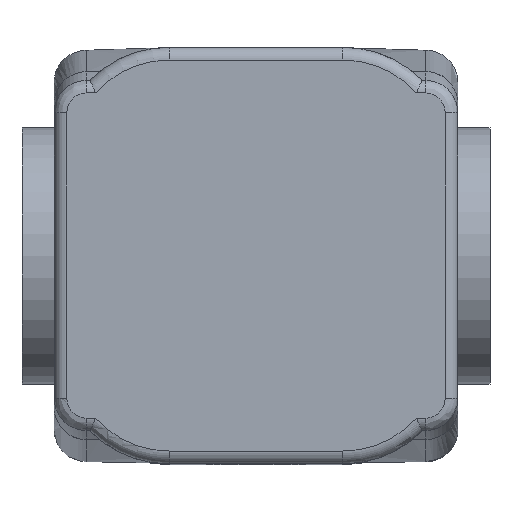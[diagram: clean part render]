
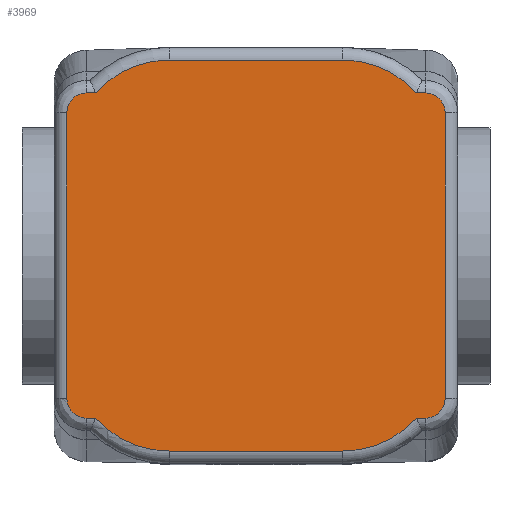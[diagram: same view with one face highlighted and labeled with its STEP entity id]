
A CAD part, top view. The second image highlights one B-rep face of the part: STEP entity #3969.
In plain terms, the highlighted planar face has unit normal (0, 0, 1).
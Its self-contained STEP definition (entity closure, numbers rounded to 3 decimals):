
#2979=CARTESIAN_POINT('',(26.5,-25.359,40.0));
#2980=VERTEX_POINT('',#2979);
#2988=CARTESIAN_POINT('',(25.03,-25.359,40.0));
#2989=VERTEX_POINT('',#2988);
#2990=CARTESIAN_POINT('',(26.5,-25.359,40.0));
#2991=DIRECTION('',(-1.0,0.0,0.0));
#2992=VECTOR('',#2991,1.47);
#2993=LINE('',#2990,#2992);
#2994=EDGE_CURVE('',#2980,#2989,#2993,.T.);
#3059=CARTESIAN_POINT('',(29.5,-22.244,40.0));
#3060=VERTEX_POINT('',#3059);
#3068=CARTESIAN_POINT('',(29.5,-22.244,40.0));
#3069=CARTESIAN_POINT('',(29.5,-23.155,40.0));
#3070=CARTESIAN_POINT('',(28.788,-24.752,40.));
#3071=CARTESIAN_POINT('',(27.183,-25.359,40.0));
#3072=CARTESIAN_POINT('',(26.5,-25.359,40.0));
#3073=B_SPLINE_CURVE_WITH_KNOTS('',3,(#3068,#3069,#3070,#3071,#3072),.UNSPECIFIED.,.F.,.U.,(4,1,4),(0.0,0.273,0.478),.UNSPECIFIED.);
#3074=EDGE_CURVE('',#3060,#2980,#3073,.T.);
#3084=CARTESIAN_POINT('',(29.5,22.244,40.0));
#3085=VERTEX_POINT('',#3084);
#3093=CARTESIAN_POINT('',(29.5,22.244,40.0));
#3094=DIRECTION('',(0.0,-1.0,0.0));
#3095=VECTOR('',#3094,44.488);
#3096=LINE('',#3093,#3095);
#3097=EDGE_CURVE('',#3085,#3060,#3096,.T.);
#3137=CARTESIAN_POINT('',(26.5,25.359,40.0));
#3138=VERTEX_POINT('',#3137);
#3146=CARTESIAN_POINT('',(26.5,25.359,40.0));
#3147=CARTESIAN_POINT('',(27.182,25.359,40.0));
#3148=CARTESIAN_POINT('',(28.784,24.758,40.));
#3149=CARTESIAN_POINT('',(29.5,23.153,40.0));
#3150=CARTESIAN_POINT('',(29.5,22.244,40.0));
#3151=B_SPLINE_CURVE_WITH_KNOTS('',3,(#3146,#3147,#3148,#3149,#3150),.UNSPECIFIED.,.F.,.U.,(4,1,4),(0.0,0.205,0.477),.UNSPECIFIED.);
#3152=EDGE_CURVE('',#3138,#3085,#3151,.T.);
#3162=CARTESIAN_POINT('',(25.03,25.359,40.0));
#3163=VERTEX_POINT('',#3162);
#3164=CARTESIAN_POINT('',(25.03,25.359,40.0));
#3165=DIRECTION('',(1.0,0.0,0.0));
#3166=VECTOR('',#3165,1.47);
#3167=LINE('',#3164,#3166);
#3168=EDGE_CURVE('',#3163,#3138,#3167,.T.);
#3202=CARTESIAN_POINT('',(13.5,-30.5,40.0));
#3203=VERTEX_POINT('',#3202);
#3232=CARTESIAN_POINT('',(13.5,-15.0,40.0));
#3233=DIRECTION('',(0.0,0.0,-1.0));
#3234=DIRECTION('',(0.401,-0.916,0.0));
#3235=AXIS2_PLACEMENT_3D('',#3232,#3233,#3234);
#3236=CIRCLE('',#3235,15.5);
#3237=EDGE_CURVE('',#2989,#3203,#3236,.T.);
#3247=CARTESIAN_POINT('',(-13.5,-30.5,40.0));
#3248=VERTEX_POINT('',#3247);
#3265=CARTESIAN_POINT('',(13.5,-30.5,40.0));
#3266=DIRECTION('',(-1.0,0.0,0.0));
#3267=VECTOR('',#3266,27.0);
#3268=LINE('',#3265,#3267);
#3269=EDGE_CURVE('',#3203,#3248,#3268,.T.);
#3289=CARTESIAN_POINT('',(-25.03,-25.359,40.0));
#3290=VERTEX_POINT('',#3289);
#3291=CARTESIAN_POINT('',(-13.5,-15.0,40.0));
#3292=DIRECTION('',(0.0,0.0,-1.));
#3293=DIRECTION('',(-0.401,-0.916,0.0));
#3294=AXIS2_PLACEMENT_3D('',#3291,#3292,#3293);
#3295=CIRCLE('',#3294,15.5);
#3296=EDGE_CURVE('',#3248,#3290,#3295,.T.);
#3332=CARTESIAN_POINT('',(-26.5,25.359,40.0));
#3333=VERTEX_POINT('',#3332);
#3341=CARTESIAN_POINT('',(-25.03,25.359,40.0));
#3342=VERTEX_POINT('',#3341);
#3343=CARTESIAN_POINT('',(-26.5,25.359,40.0));
#3344=DIRECTION('',(1.0,0.0,0.0));
#3345=VECTOR('',#3344,1.47);
#3346=LINE('',#3343,#3345);
#3347=EDGE_CURVE('',#3333,#3342,#3346,.T.);
#3380=CARTESIAN_POINT('',(13.5,30.5,40.0));
#3381=VERTEX_POINT('',#3380);
#3399=CARTESIAN_POINT('',(-13.5,30.5,40.0));
#3400=VERTEX_POINT('',#3399);
#3408=CARTESIAN_POINT('',(-13.5,30.5,40.0));
#3409=DIRECTION('',(1.0,0.0,0.0));
#3410=VECTOR('',#3409,27.0);
#3411=LINE('',#3408,#3410);
#3412=EDGE_CURVE('',#3400,#3381,#3411,.T.);
#3422=CARTESIAN_POINT('',(-13.5,15.0,40.0));
#3423=DIRECTION('',(0.0,0.0,-1.));
#3424=DIRECTION('',(-0.401,0.916,0.0));
#3425=AXIS2_PLACEMENT_3D('',#3422,#3423,#3424);
#3426=CIRCLE('',#3425,15.5);
#3427=EDGE_CURVE('',#3342,#3400,#3426,.T.);
#3495=CARTESIAN_POINT('',(-29.5,22.244,40.0));
#3496=VERTEX_POINT('',#3495);
#3504=CARTESIAN_POINT('',(-29.5,22.244,40.0));
#3505=CARTESIAN_POINT('',(-29.5,22.927,40.0));
#3506=CARTESIAN_POINT('',(-29.127,24.069,40.));
#3507=CARTESIAN_POINT('',(-27.871,25.136,40.));
#3508=CARTESIAN_POINT('',(-26.955,25.359,40.0));
#3509=CARTESIAN_POINT('',(-26.5,25.359,40.0));
#3510=B_SPLINE_CURVE_WITH_KNOTS('',3,(#3504,#3505,#3506,#3507,#3508,#3509),.UNSPECIFIED.,.F.,.U.,(4,1,1,4),(0.0,0.205,0.341,0.478),.UNSPECIFIED.);
#3511=EDGE_CURVE('',#3496,#3333,#3510,.T.);
#3521=CARTESIAN_POINT('',(-29.5,-22.244,40.0));
#3522=VERTEX_POINT('',#3521);
#3530=CARTESIAN_POINT('',(-29.5,-22.244,40.0));
#3531=DIRECTION('',(0.0,1.0,0.0));
#3532=VECTOR('',#3531,44.488);
#3533=LINE('',#3530,#3532);
#3534=EDGE_CURVE('',#3522,#3496,#3533,.T.);
#3574=CARTESIAN_POINT('',(-26.5,-25.359,40.0));
#3575=VERTEX_POINT('',#3574);
#3583=CARTESIAN_POINT('',(-26.5,-25.359,40.0));
#3584=CARTESIAN_POINT('',(-27.182,-25.359,40.0));
#3585=CARTESIAN_POINT('',(-28.784,-24.758,40.));
#3586=CARTESIAN_POINT('',(-29.5,-23.153,40.0));
#3587=CARTESIAN_POINT('',(-29.5,-22.244,40.0));
#3588=B_SPLINE_CURVE_WITH_KNOTS('',3,(#3583,#3584,#3585,#3586,#3587),.UNSPECIFIED.,.F.,.U.,(4,1,4),(0.0,0.205,0.477),.UNSPECIFIED.);
#3589=EDGE_CURVE('',#3575,#3522,#3588,.T.);
#3599=CARTESIAN_POINT('',(-25.03,-25.359,40.0));
#3600=DIRECTION('',(-1.0,0.0,0.0));
#3601=VECTOR('',#3600,1.47);
#3602=LINE('',#3599,#3601);
#3603=EDGE_CURVE('',#3290,#3575,#3602,.T.);
#3631=CARTESIAN_POINT('',(13.5,15.0,40.0));
#3632=DIRECTION('',(0.0,0.0,-1.0));
#3633=DIRECTION('',(0.401,0.916,0.0));
#3634=AXIS2_PLACEMENT_3D('',#3631,#3632,#3633);
#3635=CIRCLE('',#3634,15.5);
#3636=EDGE_CURVE('',#3381,#3163,#3635,.T.);
#3946=CARTESIAN_POINT('',(0.,0.,40.0));
#3947=DIRECTION('',(0.0,0.0,1.0));
#3948=DIRECTION('',(1.0,0.0,0.0));
#3949=AXIS2_PLACEMENT_3D('',#3946,#3947,#3948);
#3950=PLANE('',#3949);
#3951=ORIENTED_EDGE('',*,*,#3412,.F.);
#3952=ORIENTED_EDGE('',*,*,#3427,.F.);
#3953=ORIENTED_EDGE('',*,*,#3347,.F.);
#3954=ORIENTED_EDGE('',*,*,#3511,.F.);
#3955=ORIENTED_EDGE('',*,*,#3534,.F.);
#3956=ORIENTED_EDGE('',*,*,#3589,.F.);
#3957=ORIENTED_EDGE('',*,*,#3603,.F.);
#3958=ORIENTED_EDGE('',*,*,#3296,.F.);
#3959=ORIENTED_EDGE('',*,*,#3269,.F.);
#3960=ORIENTED_EDGE('',*,*,#3237,.F.);
#3961=ORIENTED_EDGE('',*,*,#2994,.F.);
#3962=ORIENTED_EDGE('',*,*,#3074,.F.);
#3963=ORIENTED_EDGE('',*,*,#3097,.F.);
#3964=ORIENTED_EDGE('',*,*,#3152,.F.);
#3965=ORIENTED_EDGE('',*,*,#3168,.F.);
#3966=ORIENTED_EDGE('',*,*,#3636,.F.);
#3967=EDGE_LOOP('',(#3951,#3952,#3953,#3954,#3955,#3956,#3957,#3958,#3959,#3960,#3961,#3962,#3963,#3964,#3965,#3966));
#3968=FACE_OUTER_BOUND('',#3967,.T.);
#3969=ADVANCED_FACE('',(#3968),#3950,.T.);
